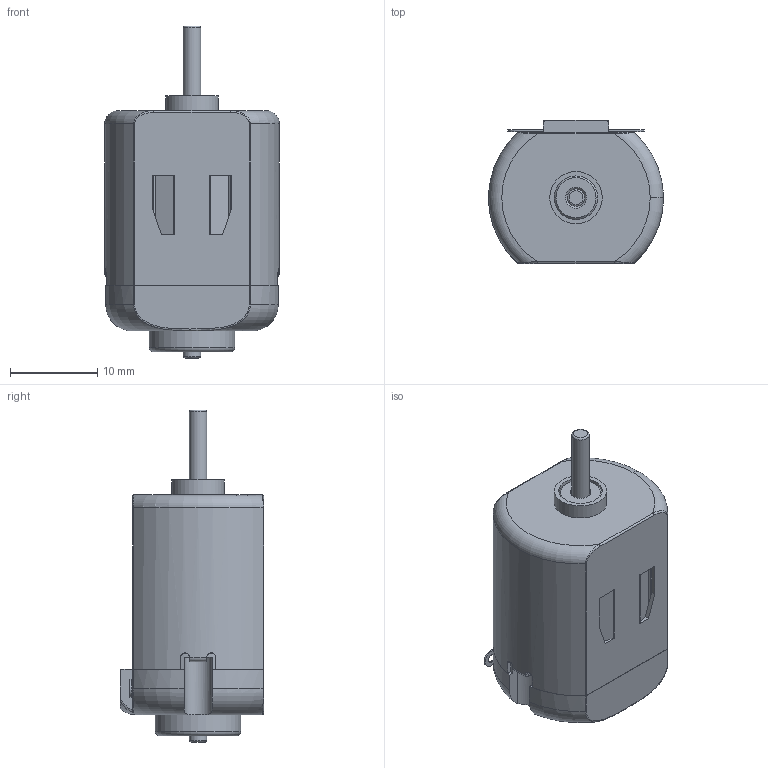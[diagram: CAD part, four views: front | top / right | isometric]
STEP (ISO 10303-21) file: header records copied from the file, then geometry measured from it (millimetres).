
FILE_DESCRIPTION(('FreeCAD Model'),'2;1');
FILE_NAME('AP214_DC-Motor.step','2020-06-01T10:14:31',(''),(''), 'Open CASCADE STEP processor 7.3','FreeCAD','Unknown');
FILE_SCHEMA(('AUTOMOTIVE_DESIGN { 1 0 10303 214 1 1 1 1 }'));
Length unit declared in the file: millimetre
Products named in the file (7): Zn-Body; BasePlate; Magnet1; Contacts; Bearing; Magnet2; Rotor
Bounding box: 20 x 16.4 x 38 mm (x, y, z)
Volume: 3812.9 mm3; surface area: 6224.1 mm2
Topology: 7 solids, 7 shells, 261 faces, 648 edges, 408 vertices
Faces by surface type: plane 147, cylinder 73, torus 22, bspline 10, cone 9
Full cylindrical faces by diameter (mm): 2 x5, 3.26 x2, 3.998 x1, 4 x1, 5 x2, 5.2 x1, 6 x1, 9.8 x1, 13 x1
Entity records: 24321 total; most frequent: CARTESIAN_POINT 11492, DIRECTION 2313, ORIENTED_EDGE 1288, PCURVE 1288, DEFINITIONAL_REPRESENTATION 1288, LINE 1284, VECTOR 1284, EDGE_CURVE 644
